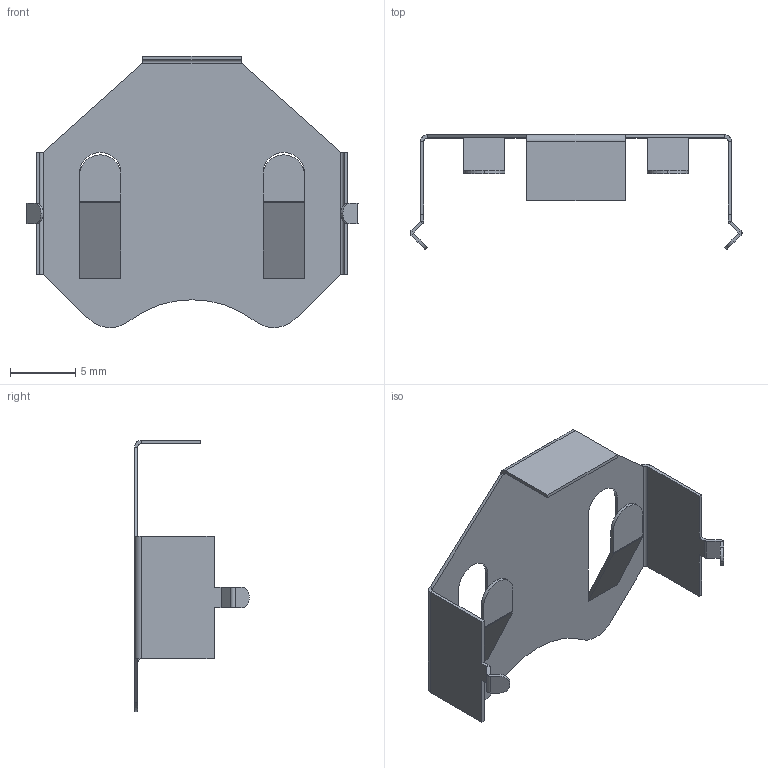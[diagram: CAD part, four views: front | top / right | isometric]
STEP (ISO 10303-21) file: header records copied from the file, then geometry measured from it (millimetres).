
FILE_DESCRIPTION (( 'STEP AP214' ), '1' );
FILE_NAME ('3011.STEP', '2008-01-22T19:03:28', ( 'Richard Maletta' ), ( '' ), 'SwSTEP 2.0', 'SolidWorks 2008', '' );
FILE_SCHEMA (( 'AUTOMOTIVE_DESIGN' ));
Length unit declared in the file: inch
Products named in the file (1): 3011
Bounding box: 25.47 x 8.8 x 20.81 mm (x, y, z)
Volume: 138.8 mm3; surface area: 1146.9 mm2
Topology: 1 solids, 1 shells, 130 faces, 293 edges, 166 vertices
Faces by surface type: plane 100, cylinder 30
Entity records: 3528 total; most frequent: DIRECTION 615, CARTESIAN_POINT 590, ORIENTED_EDGE 586, EDGE_CURVE 293, VECTOR 233, LINE 233, AXIS2_PLACEMENT_3D 191, VERTEX_POINT 166
